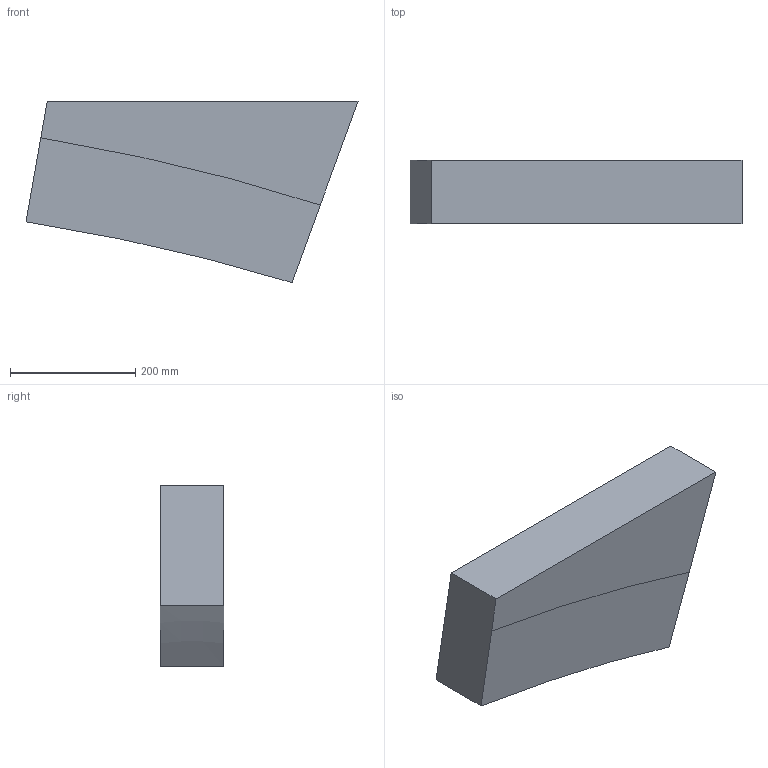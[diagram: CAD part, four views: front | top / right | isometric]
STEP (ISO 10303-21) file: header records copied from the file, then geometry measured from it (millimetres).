
FILE_DESCRIPTION(/* description */ (''),/* implementation_level */ '2;1');
FILE_NAME(/* name */ 'V - 1.step',/* time_stamp */ '2022-03-07T15:19:36-06:00',/* author */ (''),/* organization */ (''),/* preprocessor_version */ 'ST-DEVELOPER v18.1',/* originating_system */ 'Autodesk Translation Framework v10.13.0.1454',/* authorisation */ '');
FILE_SCHEMA (('AUTOMOTIVE_DESIGN { 1 0 10303 214 3 1 1 }'));
Length unit declared in the file: inch
Products named in the file (1): V - 1
Bounding box: 530.62 x 101.6 x 289.73 mm (x, y, z)
Volume: 11410005.4 mm3; surface area: 370607 mm2
Topology: 1 solids, 1 shells, 9 faces, 21 edges, 14 vertices
Faces by surface type: plane 6, bspline 3
Entity records: 398 total; most frequent: CARTESIAN_POINT 186, ORIENTED_EDGE 42, DIRECTION 23, EDGE_CURVE 21, VERTEX_POINT 14, B_SPLINE_CURVE_WITH_KNOTS 12, FACE_OUTER_BOUND 9, EDGE_LOOP 9
